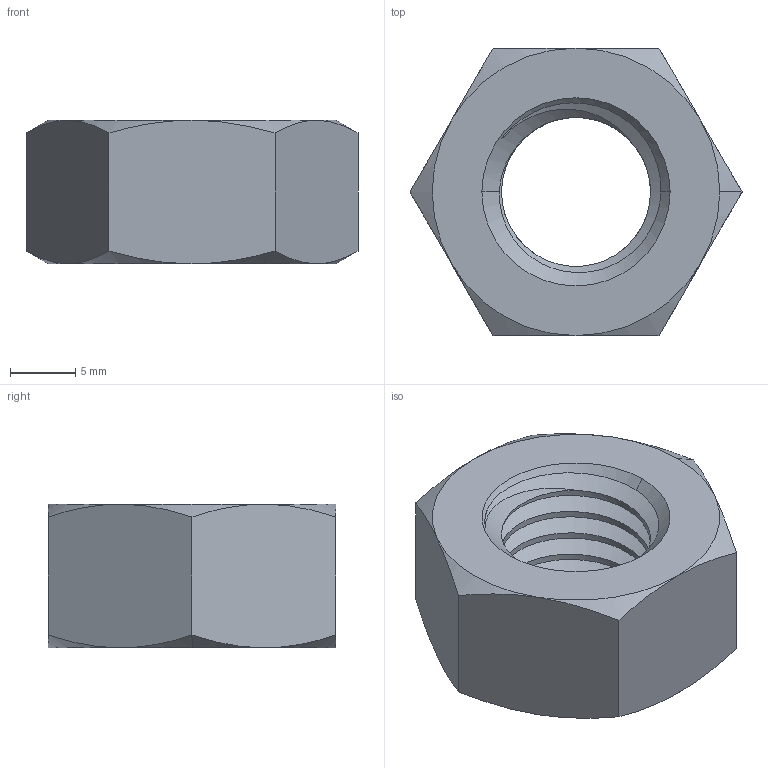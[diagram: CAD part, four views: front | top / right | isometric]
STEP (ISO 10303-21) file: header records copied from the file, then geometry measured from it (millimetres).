
FILE_DESCRIPTION (( 'STEP AP214' ), '1' );
FILE_NAME ('M14 Nut.STEP', '2019-05-01T13:49:41', ( '' ), ( '' ), 'SwSTEP 2.0', 'SolidWorks 2018', '' );
FILE_SCHEMA (( 'AUTOMOTIVE_DESIGN' ));
Length unit declared in the file: millimetre
Products named in the file (1): M14 Nut
Bounding box: 25.4 x 22 x 11 mm (x, y, z)
Volume: 3209.5 mm3; surface area: 2061.9 mm2
Topology: 1 solids, 1 shells, 37 faces, 91 edges, 56 vertices
Faces by surface type: cone 18, cylinder 9, plane 8, bspline 2
Entity records: 2176 total; most frequent: CARTESIAN_POINT 1379, ORIENTED_EDGE 182, DIRECTION 132, EDGE_CURVE 91, AXIS2_PLACEMENT_3D 56, VERTEX_POINT 56, EDGE_LOOP 39, FACE_OUTER_BOUND 37
